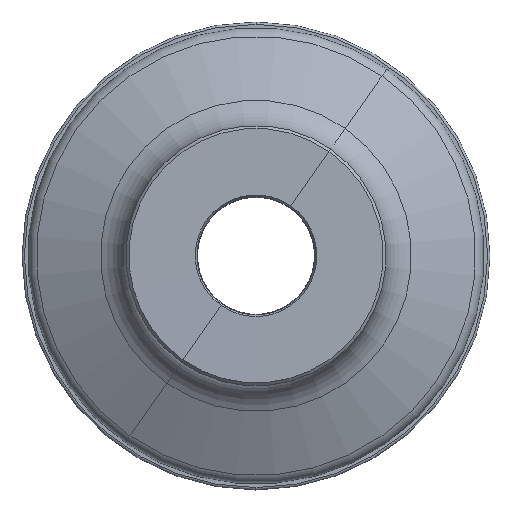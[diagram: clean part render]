
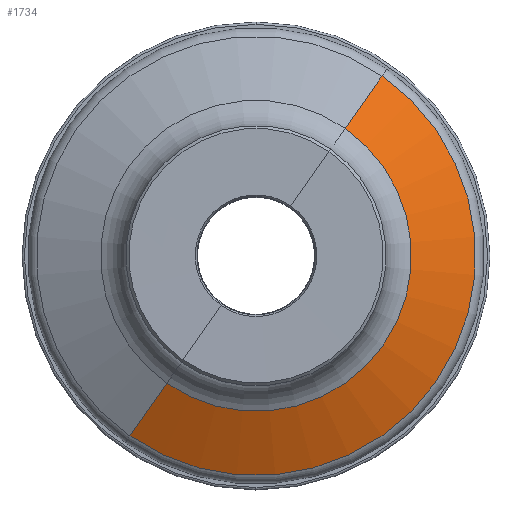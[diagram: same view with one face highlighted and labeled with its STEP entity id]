
A CAD part, top view. The second image highlights one B-rep face of the part: STEP entity #1734.
In plain terms, the highlighted conical face has half-angle 65 degrees and reference radius 64.137 mm.
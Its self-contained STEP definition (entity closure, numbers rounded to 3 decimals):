
#752=CARTESIAN_POINT('',(0.,0.,-38.468));
#753=DIRECTION('',(0.,0.,-1.));
#754=DIRECTION('',(0.574,0.819,0.));
#755=AXIS2_PLACEMENT_3D('',#752,#753,#754);
#760=DIRECTION('',(-0.52,-0.742,0.423));
#761=VECTOR('',#760,24.222);
#762=CARTESIAN_POINT('',(43.083,61.529,-38.468));
#763=LINE('',#762,#761);
#767=DIRECTION('',(0.52,0.742,0.423));
#768=VECTOR('',#767,24.222);
#769=CARTESIAN_POINT('',(-43.083,-61.529,
-38.468));
#770=LINE('',#769,#768);
#806=CARTESIAN_POINT('',(0.,0.,-28.232));
#807=DIRECTION('',(0.,0.,-1.));
#808=DIRECTION('',(0.574,0.819,0.));
#809=AXIS2_PLACEMENT_3D('',#806,#807,#808);
#847=CARTESIAN_POINT('',(43.083,61.529,-38.468));
#849=VERTEX_POINT('',#847);
#850=CARTESIAN_POINT('',(30.492,43.547,-28.232));
#851=VERTEX_POINT('',#850);
#885=CARTESIAN_POINT('',(-43.083,-61.529,
-38.468));
#887=VERTEX_POINT('',#885);
#888=CARTESIAN_POINT('',(-30.492,-43.547,
-28.232));
#889=VERTEX_POINT('',#888);
#1720=CARTESIAN_POINT('',(0.,0.,-33.35));
#1721=DIRECTION('',(0.,0.,-1.));
#1722=DIRECTION('',(-0.574,-0.819,0.));
#1723=AXIS2_PLACEMENT_3D('',#1720,#1721,#1722);
#1724=CONICAL_SURFACE('',#1723,64.137,65.);
#1726=ORIENTED_EDGE('',*,*,#1725,.F.);
#1727=ORIENTED_EDGE('',*,*,#1715,.T.);
#1729=ORIENTED_EDGE('',*,*,#1728,.T.);
#1731=ORIENTED_EDGE('',*,*,#1730,.F.);
#1732=EDGE_LOOP('',(#1726,#1727,#1729,#1731));
#1733=FACE_OUTER_BOUND('',#1732,.F.);
#756=CIRCLE('',#755,75.113);
#810=CIRCLE('',#809,53.161);
#1715=EDGE_CURVE('',#849,#887,#756,.T.);
#1725=EDGE_CURVE('',#849,#851,#763,.T.);
#1728=EDGE_CURVE('',#887,#889,#770,.T.);
#1730=EDGE_CURVE('',#851,#889,#810,.T.);
#1734=ADVANCED_FACE('',(#1733),#1724,.T.);
